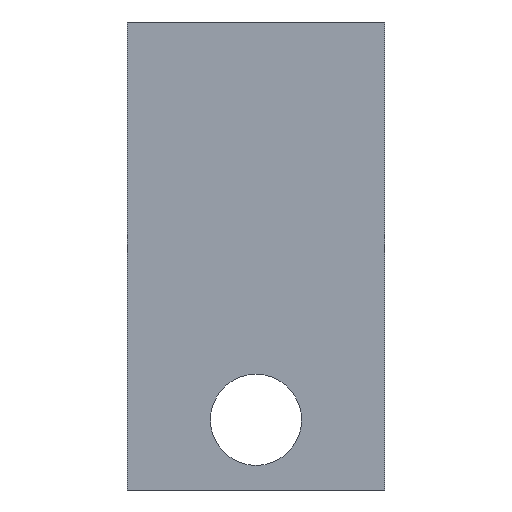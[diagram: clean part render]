
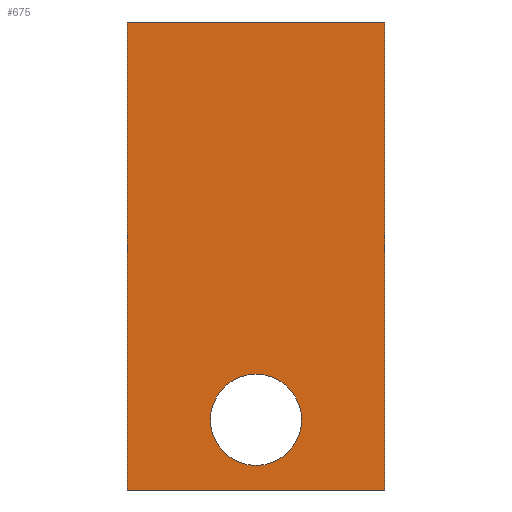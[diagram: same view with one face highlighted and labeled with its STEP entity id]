
A CAD part, front view. The second image highlights one B-rep face of the part: STEP entity #675.
In plain terms, the highlighted planar face has unit normal (0, -1, 0).
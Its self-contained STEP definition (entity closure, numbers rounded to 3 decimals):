
#2 = FACE_BOUND ( 'NONE', #8, .T. ) ;
#8 = EDGE_LOOP ( 'NONE', ( #560, #274 ) ) ;
#20 = LINE ( 'NONE', #82, #273 ) ;
#42 = CIRCLE ( 'NONE', #487, 1.95 ) ;
#46 = DIRECTION ( 'NONE',  ( 0., 0., 1. ) ) ;
#52 = EDGE_CURVE ( 'NONE', #271, #695, #20, .T. ) ;
#60 = DIRECTION ( 'NONE',  ( 0., 0., 1. ) ) ;
#79 = VERTEX_POINT ( 'NONE', #339 ) ;
#82 = CARTESIAN_POINT ( 'NONE',  ( -5.5, 0., -10. ) ) ;
#92 = AXIS2_PLACEMENT_3D ( 'NONE', #296, #659, #60 ) ;
#98 = CARTESIAN_POINT ( 'NONE',  ( -5.5, 0., 10. ) ) ;
#100 = EDGE_LOOP ( 'NONE', ( #230, #297, #500, #122 ) ) ;
#105 = CARTESIAN_POINT ( 'NONE',  ( 0., 0., -7. ) ) ;
#122 = ORIENTED_EDGE ( 'NONE', *, *, #166, .T. ) ;
#136 = CARTESIAN_POINT ( 'NONE',  ( 0., 0., -7. ) ) ;
#153 = EDGE_CURVE ( 'NONE', #220, #192, #42, .T. ) ;
#156 = LINE ( 'NONE', #98, #269 ) ;
#166 = EDGE_CURVE ( 'NONE', #584, #271, #156, .T. ) ;
#171 = CARTESIAN_POINT ( 'NONE',  ( -5.5, 0., 10. ) ) ;
#192 = VERTEX_POINT ( 'NONE', #478 ) ;
#196 = DIRECTION ( 'NONE',  ( 0., 1., 0. ) ) ;
#213 = DIRECTION ( 'NONE',  ( 1., 0., 0. ) ) ;
#219 = LINE ( 'NONE', #595, #587 ) ;
#220 = VERTEX_POINT ( 'NONE', #599 ) ;
#230 = ORIENTED_EDGE ( 'NONE', *, *, #52, .T. ) ;
#231 = PLANE ( 'NONE',  #92 ) ;
#254 = EDGE_CURVE ( 'NONE', #79, #695, #219, .T. ) ;
#266 = EDGE_CURVE ( 'NONE', #192, #220, #511, .T. ) ;
#268 = DIRECTION ( 'NONE',  ( 0., 0., -1. ) ) ;
#269 = VECTOR ( 'NONE', #420, 1000. ) ;
#271 = VERTEX_POINT ( 'NONE', #697 ) ;
#273 = VECTOR ( 'NONE', #577, 1000. ) ;
#274 = ORIENTED_EDGE ( 'NONE', *, *, #153, .T. ) ;
#296 = CARTESIAN_POINT ( 'NONE',  ( -5.5, 0., 10. ) ) ;
#297 = ORIENTED_EDGE ( 'NONE', *, *, #254, .F. ) ;
#332 = AXIS2_PLACEMENT_3D ( 'NONE', #105, #699, #46 ) ;
#339 = CARTESIAN_POINT ( 'NONE',  ( 5.5, 0., 10. ) ) ;
#341 = CARTESIAN_POINT ( 'NONE',  ( 5.5, 0., -10. ) ) ;
#420 = DIRECTION ( 'NONE',  ( 0., 0., -1. ) ) ;
#428 = LINE ( 'NONE', #171, #628 ) ;
#478 = CARTESIAN_POINT ( 'NONE',  ( 0., 0., -5.05 ) ) ;
#487 = AXIS2_PLACEMENT_3D ( 'NONE', #136, #196, #580 ) ;
#500 = ORIENTED_EDGE ( 'NONE', *, *, #506, .F. ) ;
#506 = EDGE_CURVE ( 'NONE', #584, #79, #428, .T. ) ;
#511 = CIRCLE ( 'NONE', #332, 1.95 ) ;
#560 = ORIENTED_EDGE ( 'NONE', *, *, #266, .T. ) ;
#577 = DIRECTION ( 'NONE',  ( 1., 0., 0. ) ) ;
#580 = DIRECTION ( 'NONE',  ( 0., 0., 1. ) ) ;
#584 = VERTEX_POINT ( 'NONE', #620 ) ;
#587 = VECTOR ( 'NONE', #268, 1000. ) ;
#595 = CARTESIAN_POINT ( 'NONE',  ( 5.5, 0., 10. ) ) ;
#599 = CARTESIAN_POINT ( 'NONE',  ( 0., 0., -8.95 ) ) ;
#602 = FACE_OUTER_BOUND ( 'NONE', #100, .T. ) ;
#620 = CARTESIAN_POINT ( 'NONE',  ( -5.5, 0., 10. ) ) ;
#628 = VECTOR ( 'NONE', #213, 1000. ) ;
#659 = DIRECTION ( 'NONE',  ( 0., 1., 0. ) ) ;
#675 = ADVANCED_FACE ( 'NONE', ( #2, #602 ), #231, .F. ) ;
#695 = VERTEX_POINT ( 'NONE', #341 ) ;
#697 = CARTESIAN_POINT ( 'NONE',  ( -5.5, 0., -10. ) ) ;
#699 = DIRECTION ( 'NONE',  ( 0., 1., 0. ) ) ;
